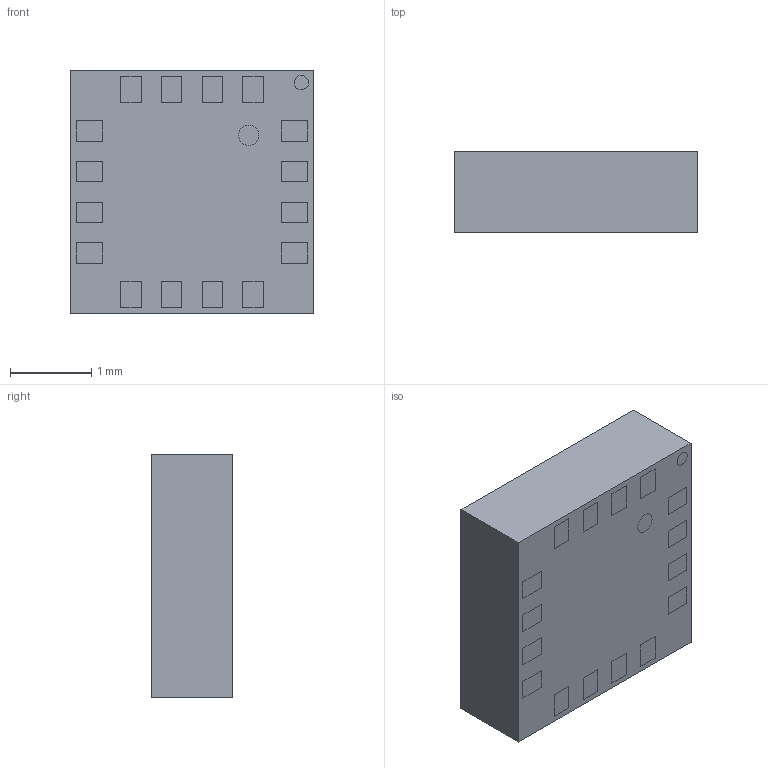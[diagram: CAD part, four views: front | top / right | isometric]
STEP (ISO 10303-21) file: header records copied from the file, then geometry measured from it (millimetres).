
FILE_DESCRIPTION(('FreeCAD Model'),'2;1');
FILE_NAME('Open CASCADE Shape Model','2023-02-16T15:37:24',('Author'),( ''),'Open CASCADE STEP processor 7.6','FreeCAD','Unknown');
FILE_SCHEMA(('AUTOMOTIVE_DESIGN { 1 0 10303 214 1 1 1 1 }'));
Length unit declared in the file: millimetre
Products named in the file (1): MMC5983MA
Bounding box: 3 x 1 x 3 mm (x, y, z)
Volume: 9 mm3; surface area: 50.9 mm2
Topology: 36 solids, 36 shells, 379 faces, 816 edges, 544 vertices
Faces by surface type: plane 367, cylinder 12
Entity records: 22187 total; most frequent: CARTESIAN_POINT 3396, DIRECTION 3228, LINE 2400, VECTOR 2400, ORIENTED_EDGE 1632, PCURVE 1632, DEFINITIONAL_REPRESENTATION 1632, EDGE_CURVE 816
